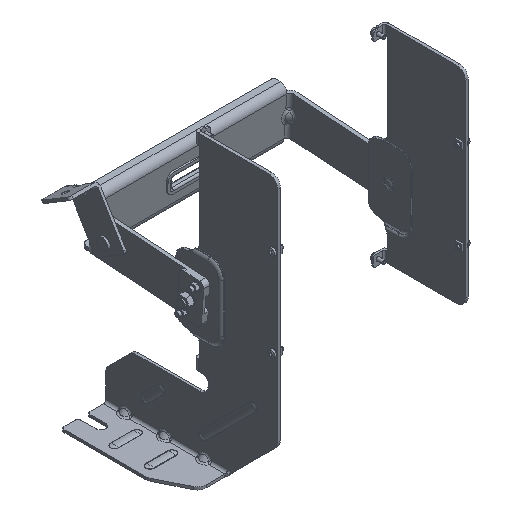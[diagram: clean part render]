
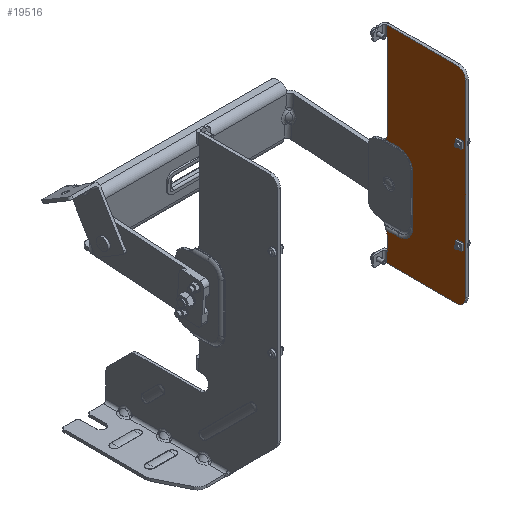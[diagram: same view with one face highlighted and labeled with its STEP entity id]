
A CAD part, isometric view. The second image highlights one B-rep face of the part: STEP entity #19516.
In plain terms, the highlighted planar face has unit normal (-1, 0, 0).
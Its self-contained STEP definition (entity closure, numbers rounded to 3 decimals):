
#15365=DIRECTION('',(0.,-1.,0.));
#15366=VECTOR('',#15365,80.);
#15367=CARTESIAN_POINT('',(105.,91.,17.));
#15368=LINE('',#15367,#15366);
#15445=DIRECTION('',(0.,1.,0.));
#15446=VECTOR('',#15445,1.);
#15447=CARTESIAN_POINT('',(105.,90.,29.));
#15448=LINE('',#15447,#15446);
#15453=DIRECTION('',(0.,0.,-1.));
#15454=VECTOR('',#15453,15.396);
#15455=CARTESIAN_POINT('',(105.,90.,44.396));
#15456=LINE('',#15455,#15454);
#15473=DIRECTION('',(0.,1.,0.));
#15474=VECTOR('',#15473,13.809);
#15475=CARTESIAN_POINT('',(105.,77.5,49.343));
#15476=LINE('',#15475,#15474);
#15495=CARTESIAN_POINT('',(105.,11.,27.));
#15496=DIRECTION('',(1.,0.,0.));
#15497=DIRECTION('',(0.,-1.,0.));
#15498=AXIS2_PLACEMENT_3D('',#15495,#15496,#15497);
#15500=CARTESIAN_POINT('',(105.,100.,44.396));
#15501=DIRECTION('',(-1.,0.,0.));
#15502=DIRECTION('',(0.,-1.,0.));
#15503=AXIS2_PLACEMENT_3D('',#15500,#15501,#15502);
#15505=CARTESIAN_POINT('',(105.,77.5,66.));
#15506=DIRECTION('',(-1.,0.,0.));
#15507=DIRECTION('',(0.,0.,-1.));
#15508=AXIS2_PLACEMENT_3D('',#15505,#15506,#15507);
#15510=CARTESIAN_POINT('',(105.,77.5,121.));
#15511=DIRECTION('',(-1.,0.,0.));
#15512=DIRECTION('',(0.,-1.,0.));
#15513=AXIS2_PLACEMENT_3D('',#15510,#15511,#15512);
#15515=CARTESIAN_POINT('',(105.,100.,142.604));
#15516=DIRECTION('',(-1.,0.,0.));
#15517=DIRECTION('',(0.,-0.869,-0.495));
#15518=AXIS2_PLACEMENT_3D('',#15515,#15516,#15517);
#15520=CARTESIAN_POINT('',(105.,11.,241.));
#15521=DIRECTION('',(1.,0.,0.));
#15522=DIRECTION('',(0.,0.,1.));
#15523=AXIS2_PLACEMENT_3D('',#15520,#15521,#15522);
#15525=CARTESIAN_POINT('',(105.,5.5,77.75));
#15526=DIRECTION('',(-1.,0.,0.));
#15527=DIRECTION('',(0.,0.,-1.));
#15528=AXIS2_PLACEMENT_3D('',#15525,#15526,#15527);
#15530=CARTESIAN_POINT('',(105.,5.5,77.75));
#15531=DIRECTION('',(-1.,0.,0.));
#15532=DIRECTION('',(0.,0.,1.));
#15533=AXIS2_PLACEMENT_3D('',#15530,#15531,#15532);
#15535=CARTESIAN_POINT('',(105.,5.5,177.75));
#15536=DIRECTION('',(-1.,0.,0.));
#15537=DIRECTION('',(0.,0.,-1.));
#15538=AXIS2_PLACEMENT_3D('',#15535,#15536,#15537);
#15540=CARTESIAN_POINT('',(105.,5.5,177.75));
#15541=DIRECTION('',(-1.,0.,0.));
#15542=DIRECTION('',(0.,0.,1.));
#15543=AXIS2_PLACEMENT_3D('',#15540,#15541,#15542);
#15549=DIRECTION('',(0.,0.,-1.));
#15550=VECTOR('',#15549,12.);
#15551=CARTESIAN_POINT('',(105.,91.,29.));
#15552=LINE('',#15551,#15550);
#15887=DIRECTION('',(0.,-1.,0.));
#15888=VECTOR('',#15887,13.809);
#15889=CARTESIAN_POINT('',(105.,91.309,137.657));
#15890=LINE('',#15889,#15888);
#15918=DIRECTION('',(0.,0.,-1.));
#15919=VECTOR('',#15918,55.);
#15920=CARTESIAN_POINT('',(105.,60.843,121.));
#15921=LINE('',#15920,#15919);
#16835=DIRECTION('',(0.,0.,-1.));
#16836=VECTOR('',#16835,96.396);
#16837=CARTESIAN_POINT('',(105.,90.,239.));
#16838=LINE('',#16837,#16836);
#16847=DIRECTION('',(0.,-1.,0.));
#16848=VECTOR('',#16847,1.);
#16849=CARTESIAN_POINT('',(105.,91.,239.));
#16850=LINE('',#16849,#16848);
#16925=DIRECTION('',(0.,1.,0.));
#16926=VECTOR('',#16925,80.);
#16927=CARTESIAN_POINT('',(105.,11.,251.));
#16928=LINE('',#16927,#16926);
#16945=DIRECTION('',(0.,0.,1.));
#16946=VECTOR('',#16945,214.);
#16947=CARTESIAN_POINT('',(105.,1.,27.));
#16948=LINE('',#16947,#16946);
#16957=DIRECTION('',(0.,0.,-1.));
#16958=VECTOR('',#16957,12.);
#16959=CARTESIAN_POINT('',(105.,91.,251.));
#16960=LINE('',#16959,#16958);
#18137=CARTESIAN_POINT('',(105.,5.5,175.5));
#18138=CARTESIAN_POINT('',(105.,5.5,180.));
#18139=VERTEX_POINT('',#18137);
#18140=VERTEX_POINT('',#18138);
#18141=CARTESIAN_POINT('',(105.,5.5,75.5));
#18142=CARTESIAN_POINT('',(105.,5.5,80.));
#18143=VERTEX_POINT('',#18141);
#18144=VERTEX_POINT('',#18142);
#18145=CARTESIAN_POINT('',(105.,1.,27.));
#18146=CARTESIAN_POINT('',(105.,11.,17.));
#18147=VERTEX_POINT('',#18145);
#18148=VERTEX_POINT('',#18146);
#18149=CARTESIAN_POINT('',(105.,90.,29.));
#18150=CARTESIAN_POINT('',(105.,91.,29.));
#18151=VERTEX_POINT('',#18149);
#18152=VERTEX_POINT('',#18150);
#18153=CARTESIAN_POINT('',(105.,90.,44.396));
#18154=VERTEX_POINT('',#18153);
#18155=CARTESIAN_POINT('',(105.,77.5,49.343));
#18156=CARTESIAN_POINT('',(105.,91.309,49.343));
#18157=VERTEX_POINT('',#18155);
#18158=VERTEX_POINT('',#18156);
#18159=CARTESIAN_POINT('',(105.,60.843,66.));
#18160=VERTEX_POINT('',#18159);
#18161=CARTESIAN_POINT('',(105.,60.843,121.));
#18162=VERTEX_POINT('',#18161);
#18163=CARTESIAN_POINT('',(105.,77.5,137.657));
#18164=VERTEX_POINT('',#18163);
#18165=CARTESIAN_POINT('',(105.,91.309,137.657));
#18166=VERTEX_POINT('',#18165);
#18167=CARTESIAN_POINT('',(105.,90.,239.));
#18168=CARTESIAN_POINT('',(105.,90.,142.604));
#18169=VERTEX_POINT('',#18167);
#18170=VERTEX_POINT('',#18168);
#18171=CARTESIAN_POINT('',(105.,91.,239.));
#18172=VERTEX_POINT('',#18171);
#18173=CARTESIAN_POINT('',(105.,11.,251.));
#18174=CARTESIAN_POINT('',(105.,1.,241.));
#18175=VERTEX_POINT('',#18173);
#18176=VERTEX_POINT('',#18174);
#18179=CARTESIAN_POINT('',(105.,91.,17.));
#18180=VERTEX_POINT('',#18179);
#18229=CARTESIAN_POINT('',(105.,91.,251.));
#18230=VERTEX_POINT('',#18229);
#19467=CARTESIAN_POINT('',(105.,46.155,134.));
#19468=DIRECTION('',(1.,0.,0.));
#19469=DIRECTION('',(0.,1.,0.));
#19470=AXIS2_PLACEMENT_3D('',#19467,#19468,#19469);
#19471=PLANE('',#19470);
#19472=ORIENTED_EDGE('',*,*,#19173,.T.);
#19473=ORIENTED_EDGE('',*,*,#19196,.F.);
#19475=ORIENTED_EDGE('',*,*,#19474,.F.);
#19476=ORIENTED_EDGE('',*,*,#19340,.F.);
#19477=ORIENTED_EDGE('',*,*,#19360,.F.);
#19478=ORIENTED_EDGE('',*,*,#19381,.T.);
#19479=ORIENTED_EDGE('',*,*,#19450,.F.);
#19481=ORIENTED_EDGE('',*,*,#19480,.T.);
#19483=ORIENTED_EDGE('',*,*,#19482,.F.);
#19485=ORIENTED_EDGE('',*,*,#19484,.T.);
#19487=ORIENTED_EDGE('',*,*,#19486,.F.);
#19489=ORIENTED_EDGE('',*,*,#19488,.T.);
#19491=ORIENTED_EDGE('',*,*,#19490,.F.);
#19493=ORIENTED_EDGE('',*,*,#19492,.F.);
#19495=ORIENTED_EDGE('',*,*,#19494,.F.);
#19497=ORIENTED_EDGE('',*,*,#19496,.F.);
#19499=ORIENTED_EDGE('',*,*,#19498,.T.);
#19501=ORIENTED_EDGE('',*,*,#19500,.F.);
#19502=EDGE_LOOP('',(#19472,#19473,#19475,#19476,#19477,#19478,#19479,#19481,
#19483,#19485,#19487,#19489,#19491,#19493,#19495,#19497,#19499,#19501));
#19503=FACE_OUTER_BOUND('',#19502,.F.);
#19505=ORIENTED_EDGE('',*,*,#19504,.T.);
#19507=ORIENTED_EDGE('',*,*,#19506,.T.);
#19508=EDGE_LOOP('',(#19505,#19507));
#19509=FACE_BOUND('',#19508,.F.);
#19511=ORIENTED_EDGE('',*,*,#19510,.T.);
#19513=ORIENTED_EDGE('',*,*,#19512,.T.);
#19514=EDGE_LOOP('',(#19511,#19513));
#19515=FACE_BOUND('',#19514,.F.);
#15499=CIRCLE('',#15498,10.);
#15504=CIRCLE('',#15503,10.);
#15509=CIRCLE('',#15508,16.657);
#15514=CIRCLE('',#15513,16.657);
#15519=CIRCLE('',#15518,10.);
#15524=CIRCLE('',#15523,10.);
#15529=CIRCLE('',#15528,2.25);
#15534=CIRCLE('',#15533,2.25);
#15539=CIRCLE('',#15538,2.25);
#15544=CIRCLE('',#15543,2.25);
#19173=EDGE_CURVE('',#18147,#18148,#15499,.T.);
#19196=EDGE_CURVE('',#18180,#18148,#15368,.T.);
#19340=EDGE_CURVE('',#18151,#18152,#15448,.T.);
#19360=EDGE_CURVE('',#18154,#18151,#15456,.T.);
#19381=EDGE_CURVE('',#18154,#18158,#15504,.T.);
#19450=EDGE_CURVE('',#18157,#18158,#15476,.T.);
#19474=EDGE_CURVE('',#18152,#18180,#15552,.T.);
#19480=EDGE_CURVE('',#18157,#18160,#15509,.T.);
#19482=EDGE_CURVE('',#18162,#18160,#15921,.T.);
#19484=EDGE_CURVE('',#18162,#18164,#15514,.T.);
#19486=EDGE_CURVE('',#18166,#18164,#15890,.T.);
#19488=EDGE_CURVE('',#18166,#18170,#15519,.T.);
#19490=EDGE_CURVE('',#18169,#18170,#16838,.T.);
#19492=EDGE_CURVE('',#18172,#18169,#16850,.T.);
#19494=EDGE_CURVE('',#18230,#18172,#16960,.T.);
#19496=EDGE_CURVE('',#18175,#18230,#16928,.T.);
#19498=EDGE_CURVE('',#18175,#18176,#15524,.T.);
#19500=EDGE_CURVE('',#18147,#18176,#16948,.T.);
#19504=EDGE_CURVE('',#18143,#18144,#15529,.T.);
#19506=EDGE_CURVE('',#18144,#18143,#15534,.T.);
#19510=EDGE_CURVE('',#18139,#18140,#15539,.T.);
#19512=EDGE_CURVE('',#18140,#18139,#15544,.T.);
#19516=ADVANCED_FACE('',(#19503,#19509,#19515),#19471,.F.);
